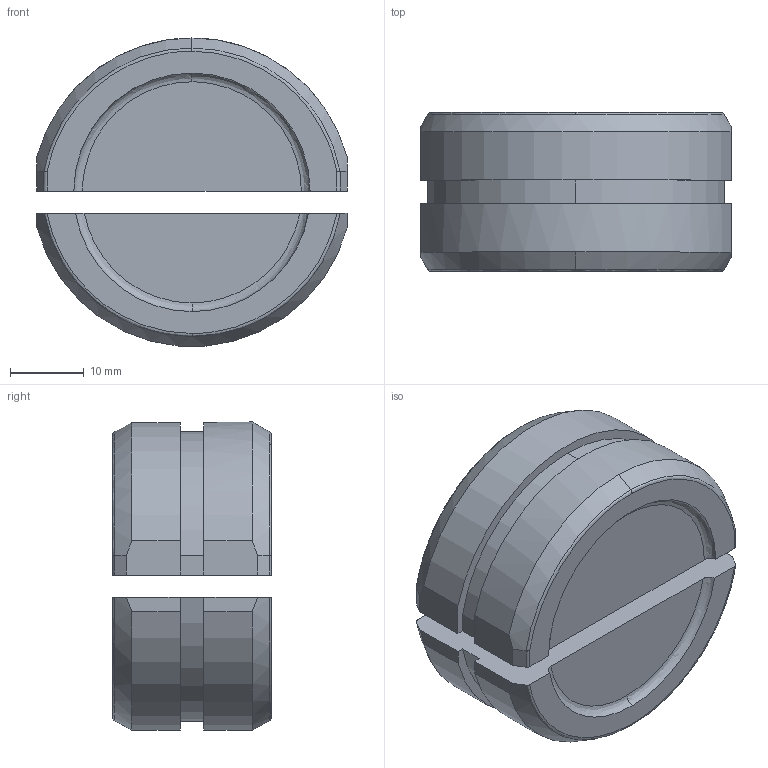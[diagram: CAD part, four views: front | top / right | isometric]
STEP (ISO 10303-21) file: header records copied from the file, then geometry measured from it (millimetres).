
FILE_DESCRIPTION (( 'STEP AP214' ), '1' );
FILE_NAME ('2040-034.STEP', '2024-07-31T11:37:25', ( '' ), ( '' ), 'SwSTEP 2.0', 'SolidWorks 2022', '' );
FILE_SCHEMA (( 'AUTOMOTIVE_DESIGN' ));
Length unit declared in the file: millimetre
Products named in the file (3): 2040-034; 2040-029-1 Neu 21.04.23; 2040-029-2
Assembly tree (2 placements, depth 2):
  2040-034
    2040-029-1 Neu 21.04.23
    2040-029-2
Bounding box: 42.01 x 21.5 x 41.72 mm (x, y, z)
Volume: 25111.7 mm3; surface area: 7056.9 mm2
Topology: 2 solids, 2 shells, 343 faces, 908 edges, 605 vertices
Faces by surface type: plane 196, bspline 134, cylinder 8, cone 5
Entity records: 19482 total; most frequent: CARTESIAN_POINT 11810, ORIENTED_EDGE 1816, DIRECTION 1079, EDGE_CURVE 908, VERTEX_POINT 605, LINE 577, VECTOR 577, EDGE_LOOP 379
